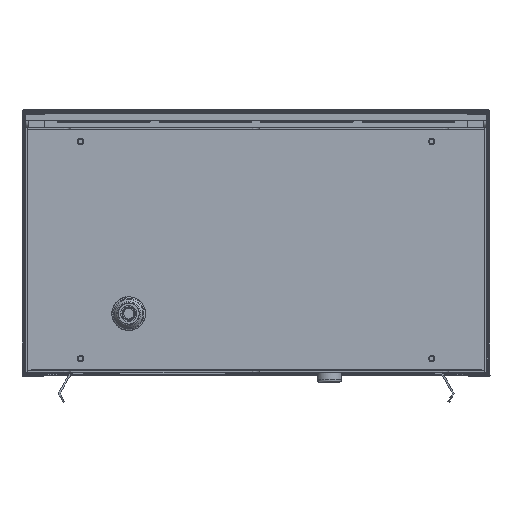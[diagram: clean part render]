
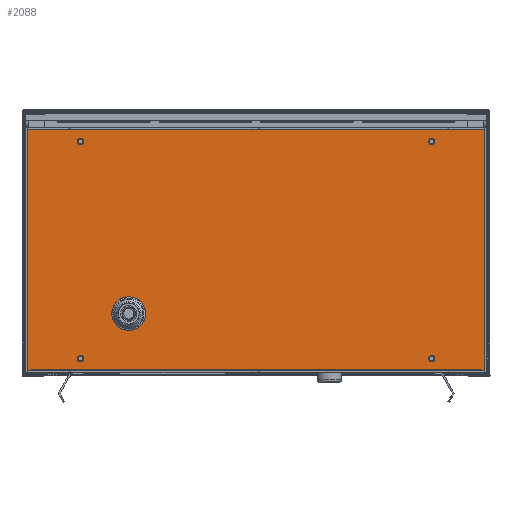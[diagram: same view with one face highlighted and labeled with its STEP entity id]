
A CAD part, front view. The second image highlights one B-rep face of the part: STEP entity #2088.
In plain terms, the highlighted free-form (B-spline) face has degree [1, 1] with [2, 2] control points.
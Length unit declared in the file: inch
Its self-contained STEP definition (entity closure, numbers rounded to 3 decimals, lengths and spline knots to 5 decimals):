
#226=CARTESIAN_POINT('V114',(6.17208,-4.06,
   -4.06565));
#227=VERTEX_POINT('V114',#226);
#233=CARTESIAN_POINT('E136',(6.17208,-4.06,
   -4.06565));
#234=CARTESIAN_POINT('E136',(6.17208,-4.06,
   -4.25444));
#235=CARTESIAN_POINT('E136',(6.00858,-4.06,
   -4.16005));
#236=CARTESIAN_POINT('E136',(5.84508,-4.06,
   -4.06565));
#237=CARTESIAN_POINT('E136',(6.00858,-4.06,
   -3.97125));
#238=CARTESIAN_POINT('E136',(6.17208,-4.06,
   -3.87686));
#239=CARTESIAN_POINT('E136',(6.17208,-4.06,
   -4.06565));
#247=(BOUNDED_CURVE()B_SPLINE_CURVE(2,(#233,#234,#235,#236,#237,
   #238,#239),.CIRCULAR_ARC.,.T.,.U.)B_SPLINE_CURVE_WITH_KNOTS((3,
   2,2,3),(0.0,0.33333,0.66667,1.0),
   .UNSPECIFIED.)CURVE()GEOMETRIC_REPRESENTATION_ITEM()
   RATIONAL_B_SPLINE_CURVE((1.0,0.5,1.0,
   0.5,1.0,0.5,1.0))REPRESENTATION_ITEM(
   'E136'));
#248=EDGE_CURVE('E136',#227,#227,#247,.T.);
#295=CARTESIAN_POINT('V113',(6.17208,-4.06,
   3.95235));
#296=VERTEX_POINT('V113',#295);
#302=CARTESIAN_POINT('E135',(6.17208,-4.06,
   3.95235));
#303=CARTESIAN_POINT('E135',(6.17208,-4.06,
   3.76356));
#304=CARTESIAN_POINT('E135',(6.00858,-4.06,
   3.85795));
#305=CARTESIAN_POINT('E135',(5.84508,-4.06,
   3.95235));
#306=CARTESIAN_POINT('E135',(6.00858,-4.06,
   4.04675));
#307=CARTESIAN_POINT('E135',(6.17208,-4.06,
   4.14114));
#308=CARTESIAN_POINT('E135',(6.17208,-4.06,
   3.95235));
#316=(BOUNDED_CURVE()B_SPLINE_CURVE(2,(#302,#303,#304,#305,#306,
   #307,#308),.CIRCULAR_ARC.,.T.,.U.)B_SPLINE_CURVE_WITH_KNOTS((3,
   2,2,3),(0.0,0.33333,0.66667,1.0),
   .UNSPECIFIED.)CURVE()GEOMETRIC_REPRESENTATION_ITEM()
   RATIONAL_B_SPLINE_CURVE((1.0,0.5,1.0,
   0.5,1.0,0.5,1.0))REPRESENTATION_ITEM(
   'E135'));
#317=EDGE_CURVE('E135',#296,#296,#316,.T.);
#364=CARTESIAN_POINT('V112',(-6.79992,-4.06,
   3.95235));
#365=VERTEX_POINT('V112',#364);
#371=CARTESIAN_POINT('E134',(-6.79992,-4.06,
   3.95235));
#372=CARTESIAN_POINT('E134',(-6.79992,-4.06,
   3.76356));
#373=CARTESIAN_POINT('E134',(-6.96342,-4.06,
   3.85795));
#374=CARTESIAN_POINT('E134',(-7.12692,-4.06,
   3.95235));
#375=CARTESIAN_POINT('E134',(-6.96342,-4.06,
   4.04675));
#376=CARTESIAN_POINT('E134',(-6.79992,-4.06,
   4.14114));
#377=CARTESIAN_POINT('E134',(-6.79992,-4.06,
   3.95235));
#385=(BOUNDED_CURVE()B_SPLINE_CURVE(2,(#371,#372,#373,#374,#375,
   #376,#377),.CIRCULAR_ARC.,.T.,.U.)B_SPLINE_CURVE_WITH_KNOTS((3,
   2,2,3),(0.0,0.33333,0.66667,1.0),
   .UNSPECIFIED.)CURVE()GEOMETRIC_REPRESENTATION_ITEM()
   RATIONAL_B_SPLINE_CURVE((1.0,0.5,1.0,
   0.5,1.0,0.5,1.0))REPRESENTATION_ITEM(
   'E134'));
#386=EDGE_CURVE('E134',#365,#365,#385,.T.);
#433=CARTESIAN_POINT('V111',(-4.50892,-4.06,
   -2.40665));
#434=VERTEX_POINT('V111',#433);
#440=CARTESIAN_POINT('E133',(-4.50892,-4.06,
   -2.40665));
#441=CARTESIAN_POINT('E133',(-4.50892,-4.06,
   -3.48918));
#442=CARTESIAN_POINT('E133',(-5.44642,-4.06,
   -2.94792));
#443=CARTESIAN_POINT('E133',(-6.38392,-4.06,
   -2.40665));
#444=CARTESIAN_POINT('E133',(-5.44642,-4.06,
   -1.86538));
#445=CARTESIAN_POINT('E133',(-4.50892,-4.06,
   -1.32412));
#446=CARTESIAN_POINT('E133',(-4.50892,-4.06,
   -2.40665));
#454=(BOUNDED_CURVE()B_SPLINE_CURVE(2,(#440,#441,#442,#443,#444,
   #445,#446),.CIRCULAR_ARC.,.T.,.U.)B_SPLINE_CURVE_WITH_KNOTS((3,
   2,2,3),(0.0,0.33333,0.66667,1.0),
   .UNSPECIFIED.)CURVE()GEOMETRIC_REPRESENTATION_ITEM()
   RATIONAL_B_SPLINE_CURVE((1.0,0.5,1.0,
   0.5,1.0,0.5,1.0))REPRESENTATION_ITEM(
   'E133'));
#455=EDGE_CURVE('E133',#434,#434,#454,.T.);
#502=CARTESIAN_POINT('V110',(-6.79992,-4.06,
   -4.06565));
#503=VERTEX_POINT('V110',#502);
#509=CARTESIAN_POINT('E132',(-6.79992,-4.06,
   -4.06565));
#510=CARTESIAN_POINT('E132',(-6.79992,-4.06,
   -4.25444));
#511=CARTESIAN_POINT('E132',(-6.96342,-4.06,
   -4.16005));
#512=CARTESIAN_POINT('E132',(-7.12692,-4.06,
   -4.06565));
#513=CARTESIAN_POINT('E132',(-6.96342,-4.06,
   -3.97125));
#514=CARTESIAN_POINT('E132',(-6.79992,-4.06,
   -3.87686));
#515=CARTESIAN_POINT('E132',(-6.79992,-4.06,
   -4.06565));
#523=(BOUNDED_CURVE()B_SPLINE_CURVE(2,(#509,#510,#511,#512,#513,
   #514,#515),.CIRCULAR_ARC.,.T.,.U.)B_SPLINE_CURVE_WITH_KNOTS((3,
   2,2,3),(0.0,0.33333,0.66667,1.0),
   .UNSPECIFIED.)CURVE()GEOMETRIC_REPRESENTATION_ITEM()
   RATIONAL_B_SPLINE_CURVE((1.0,0.5,1.0,
   0.5,1.0,0.5,1.0))REPRESENTATION_ITEM(
   'E132'));
#524=EDGE_CURVE('E132',#503,#503,#523,.T.);
#1274=CARTESIAN_POINT('V63',(8.02008,-4.06,
   -4.50965));
#1275=VERTEX_POINT('V63',#1274);
#1289=CARTESIAN_POINT('V64',(-8.86592,-4.06,
   -4.50965));
#1290=VERTEX_POINT('V64',#1289);
#1291=CARTESIAN_POINT('E77',(8.02008,-4.06,
   -4.50965));
#1292=CARTESIAN_POINT('E77',(-8.86592,-4.06,
   -4.50965));
#1293=QUASI_UNIFORM_CURVE('E77',1,(#1291,#1292),.POLYLINE_FORM.,.F.,
   .U.);
#1294=EDGE_CURVE('E77',#1275,#1290,#1293,.T.);
#1465=CARTESIAN_POINT('V60',(8.02008,-4.06,
   4.39635));
#1466=VERTEX_POINT('V60',#1465);
#1467=CARTESIAN_POINT('E84',(8.02008,-4.06,
   4.39635));
#1468=CARTESIAN_POINT('E84',(8.02008,-4.06,
   -4.50965));
#1469=QUASI_UNIFORM_CURVE('E84',1,(#1467,#1468),.POLYLINE_FORM.,.F.,
   .U.);
#1470=EDGE_CURVE('E84',#1466,#1275,#1469,.T.);
#2033=CARTESIAN_POINT('V59',(-8.86592,-4.06,
   4.39635));
#2034=VERTEX_POINT('V59',#2033);
#2035=CARTESIAN_POINT('E80',(-8.86592,-4.06,
   -4.50965));
#2036=CARTESIAN_POINT('E80',(-8.86592,-4.06,
   4.39635));
#2037=QUASI_UNIFORM_CURVE('E80',1,(#2035,#2036),.POLYLINE_FORM.,.F.,
   .U.);
#2038=EDGE_CURVE('E80',#1290,#2034,#2037,.T.);
#2058=CARTESIAN_POINT('F25',(-8.86592,-4.06,
   4.39635));
#2059=CARTESIAN_POINT('F25',(-8.86592,-4.06,
   -4.50965));
#2060=CARTESIAN_POINT('F25',(8.02008,-4.06,
   4.39635));
#2061=CARTESIAN_POINT('F25',(8.02008,-4.06,
   -4.50965));
#2062=B_SPLINE_SURFACE_WITH_KNOTS('F25',1,1,((#2058,#2060),(#2059,
   #2061)),.PLANE_SURF.,.F.,.F.,.U.,(2,2),(2,2),(
   0.00013,0.99987),(0.00013,
   1.89565),.UNSPECIFIED.);
#2063=ORIENTED_EDGE('E80',*,*,#2038,.F.);
#2064=ORIENTED_EDGE('E77',*,*,#1294,.F.);
#2065=ORIENTED_EDGE('E84',*,*,#1470,.F.);
#2066=CARTESIAN_POINT('E73',(-8.86592,-4.06,
   4.39635));
#2067=CARTESIAN_POINT('E73',(8.02008,-4.06,
   4.39635));
#2068=QUASI_UNIFORM_CURVE('E73',1,(#2066,#2067),.POLYLINE_FORM.,.F.,
   .U.);
#2069=EDGE_CURVE('E73',#2034,#1466,#2068,.T.);
#2070=ORIENTED_EDGE('E73',*,*,#2069,.F.);
#2071=EDGE_LOOP('F25',(#2063,#2064,#2065,#2070));
#2072=FACE_OUTER_BOUND('F25',#2071,.T.);
#2073=ORIENTED_EDGE('E132',*,*,#524,.T.);
#2074=EDGE_LOOP('F25',(#2073));
#2075=FACE_BOUND('F25',#2074,.T.);
#2076=ORIENTED_EDGE('E133',*,*,#455,.T.);
#2077=EDGE_LOOP('F25',(#2076));
#2078=FACE_BOUND('F25',#2077,.T.);
#2079=ORIENTED_EDGE('E134',*,*,#386,.T.);
#2080=EDGE_LOOP('F25',(#2079));
#2081=FACE_BOUND('F25',#2080,.T.);
#2082=ORIENTED_EDGE('E135',*,*,#317,.T.);
#2083=EDGE_LOOP('F25',(#2082));
#2084=FACE_BOUND('F25',#2083,.T.);
#2085=ORIENTED_EDGE('E136',*,*,#248,.T.);
#2086=EDGE_LOOP('F25',(#2085));
#2087=FACE_BOUND('F25',#2086,.T.);
#2088=ADVANCED_FACE('F25',(#2072,#2075,#2078,#2081,#2084,#2087),
   #2062,.T.);
